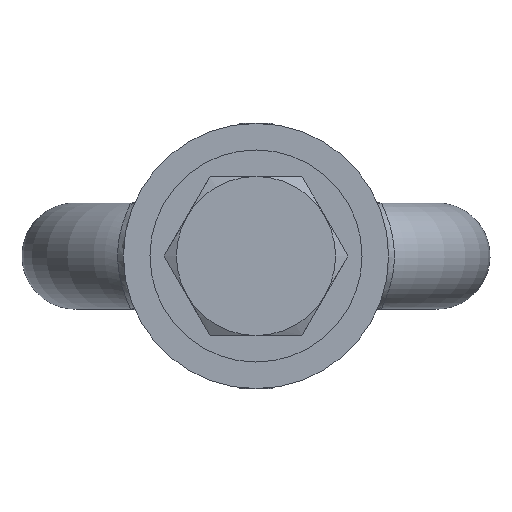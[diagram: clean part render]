
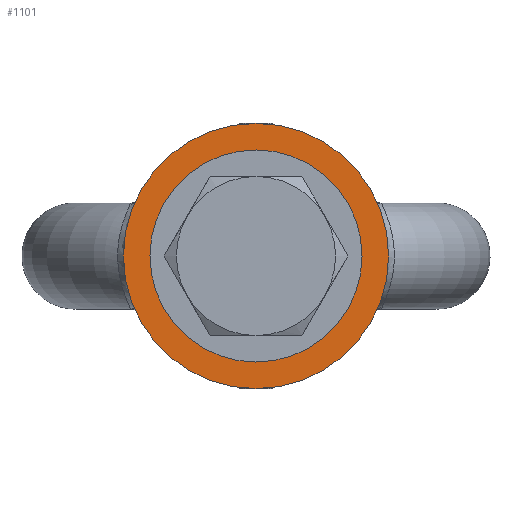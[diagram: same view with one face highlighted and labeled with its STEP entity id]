
A CAD part, left-side view. The second image highlights one B-rep face of the part: STEP entity #1101.
In plain terms, the highlighted planar face has unit normal (-1, 0, 0).
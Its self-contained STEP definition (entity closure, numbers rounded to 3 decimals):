
#67=FACE_BOUND('',#264,.T.);
#86=PLANE('',#1227);
#196=FACE_OUTER_BOUND('',#263,.T.);
#263=EDGE_LOOP('',(#968,#969));
#264=EDGE_LOOP('',(#970,#971));
#333=CIRCLE('',#1123,6.);
#334=CIRCLE('',#1124,6.);
#394=CIRCLE('',#1225,15.);
#395=CIRCLE('',#1226,15.);
#396=VERTEX_POINT('',#1478);
#397=VERTEX_POINT('',#1479);
#495=VERTEX_POINT('',#2517);
#496=VERTEX_POINT('',#2518);
#498=EDGE_CURVE('',#396,#397,#333,.T.);
#499=EDGE_CURVE('',#397,#396,#334,.T.);
#652=EDGE_CURVE('',#495,#496,#394,.T.);
#653=EDGE_CURVE('',#496,#495,#395,.T.);
#968=ORIENTED_EDGE('',*,*,#652,.T.);
#969=ORIENTED_EDGE('',*,*,#653,.T.);
#970=ORIENTED_EDGE('',*,*,#498,.T.);
#971=ORIENTED_EDGE('',*,*,#499,.T.);
#1101=ADVANCED_FACE('',(#196,#67),#86,.T.);
#1123=AXIS2_PLACEMENT_3D('',#1480,#1232,#1233);
#1124=AXIS2_PLACEMENT_3D('',#1481,#1234,#1235);
#1225=AXIS2_PLACEMENT_3D('',#2519,#1468,#1469);
#1226=AXIS2_PLACEMENT_3D('',#2520,#1470,#1471);
#1227=AXIS2_PLACEMENT_3D('',#2524,#1474,#1475);
#1232=DIRECTION('center_axis',(1.,0.,0.));
#1233=DIRECTION('ref_axis',(0.,1.,0.));
#1234=DIRECTION('center_axis',(1.,0.,0.));
#1235=DIRECTION('ref_axis',(0.,1.,0.));
#1468=DIRECTION('center_axis',(-1.,0.,0.));
#1469=DIRECTION('ref_axis',(0.,1.,0.));
#1470=DIRECTION('center_axis',(-1.,0.,0.));
#1471=DIRECTION('ref_axis',(0.,1.,0.));
#1474=DIRECTION('center_axis',(-1.,0.,0.));
#1475=DIRECTION('ref_axis',(0.,1.,0.));
#1478=CARTESIAN_POINT('',(0.,6.,0.));
#1479=CARTESIAN_POINT('',(0.,-3.,-5.196));
#1480=CARTESIAN_POINT('Origin',(0.,0.,0.));
#1481=CARTESIAN_POINT('Origin',(0.,0.,0.));
#2517=CARTESIAN_POINT('',(0.,15.,0.));
#2518=CARTESIAN_POINT('',(0.,-15.,0.));
#2519=CARTESIAN_POINT('Origin',(0.,0.,0.));
#2520=CARTESIAN_POINT('Origin',(0.,0.,0.));
#2524=CARTESIAN_POINT('Origin',(0.,7.5,0.));
